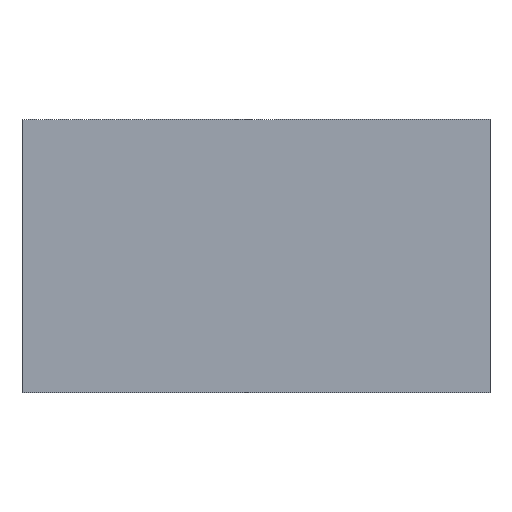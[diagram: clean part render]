
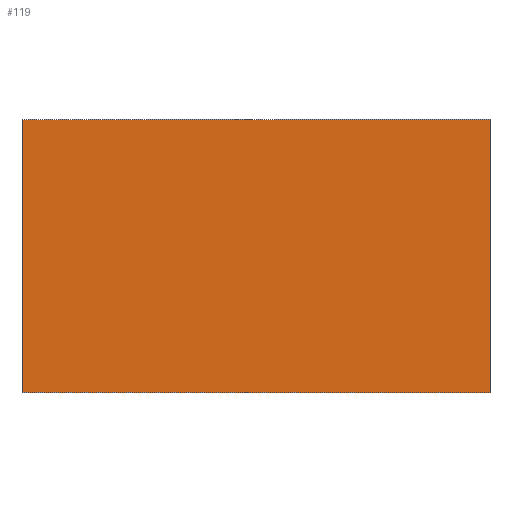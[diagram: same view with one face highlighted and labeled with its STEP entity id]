
A CAD part, left-side view. The second image highlights one B-rep face of the part: STEP entity #119.
In plain terms, the highlighted planar face has unit normal (-1, 0, 0).
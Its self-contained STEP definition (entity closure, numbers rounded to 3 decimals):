
#3=CARTESIAN_POINT('POINT2',(-1.27,1.27,8.89));
#4=VERTEX_POINT('VERTEX2',#3);
#11=CARTESIAN_POINT('POINT3',(-1.27,-13.97,8.89));
#12=VERTEX_POINT('VERTEX3',#11);
#13=CARTESIAN_POINT('POS2',(-1.27,1.27,8.89));
#14=DIRECTION('DIR2',(0.,-1.,0.));
#15=VECTOR('VEC2',#14,25.4);
#16=LINE('STRAIGHT2',#13,#15);
#17=EDGE_CURVE('EDGE2',#4,#12,#16,.T.);
#72=CARTESIAN_POINT('POINT7',(-1.27,1.27,0.));
#73=VERTEX_POINT('VERTEX7',#72);
#74=CARTESIAN_POINT('POS10',(-1.27,1.27,0.));
#75=DIRECTION('DIR12',(0.,0.,1.));
#76=VECTOR('VEC8',#75,25.4);
#77=LINE('STRAIGHT8',#74,#76);
#78=EDGE_CURVE('EDGE8',#73,#4,#77,.T.);
#96=CARTESIAN_POINT('POINT8',(-1.27,-13.97,0.));
#97=VERTEX_POINT('VERTEX8',#96);
#98=CARTESIAN_POINT('POS13',(-1.27,-13.97,0.));
#99=DIRECTION('DIR16',(0.,0.,1.));
#100=VECTOR('VEC10',#99,25.4);
#101=LINE('STRAIGHT10',#98,#100);
#102=EDGE_CURVE('EDGE10',#97,#12,#101,.T.);
#103=ORIENTED_EDGE('COEDGE13',*,*,#102,.T.);
#104=ORIENTED_EDGE('COEDGE14',*,*,#17,.F.);
#105=ORIENTED_EDGE('COEDGE15',*,*,#78,.F.);
#106=CARTESIAN_POINT('POS14',(-1.27,1.27,0.));
#107=DIRECTION('DIR17',(0.,-1.,0.));
#108=VECTOR('VEC11',#107,25.4);
#109=LINE('STRAIGHT11',#106,#108);
#110=EDGE_CURVE('EDGE11',#73,#97,#109,.T.);
#111=ORIENTED_EDGE('COEDGE16',*,*,#110,.T.);
#112=EDGE_LOOP('NONE',(#103,#104,#105,#111));
#113=FACE_BOUND('LOOP1',#112,.T.);
#114=CARTESIAN_POINT('POS15',(-1.27,1.27,0.));
#115=DIRECTION('DIR18',(-1.,0.,0.));
#116=DIRECTION('DIR19',(0.,1.,0.));
#117=AXIS2_PLACEMENT_3D('AXIS4',#114,#115,#116);
#118=PLANE('PLANE4',#117);
#119=ADVANCED_FACE('FACE4',(#113),#118,.T.);
